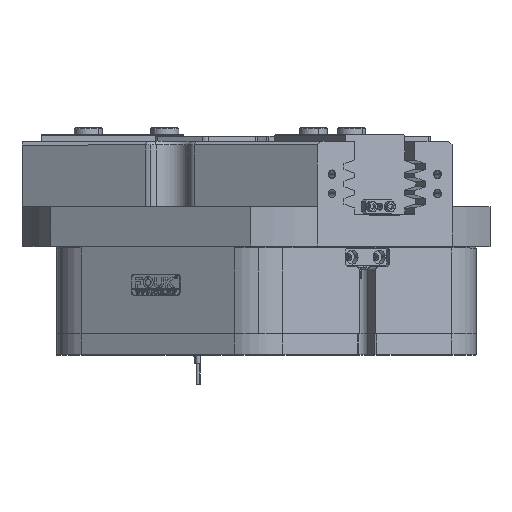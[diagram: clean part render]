
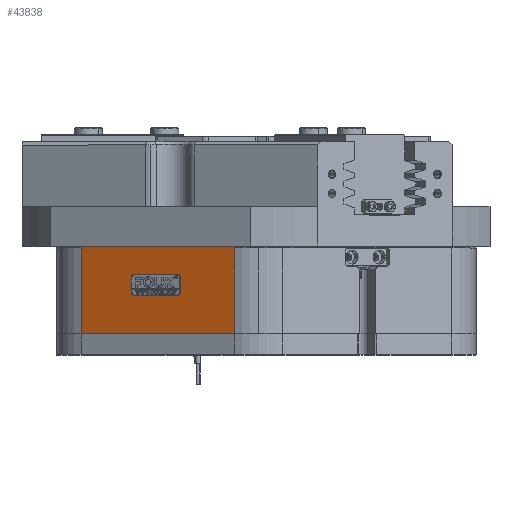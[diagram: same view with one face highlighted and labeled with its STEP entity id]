
A CAD part, top view. The second image highlights one B-rep face of the part: STEP entity #43838.
In plain terms, the highlighted planar face has unit normal (-0.5, 0, 0.866).
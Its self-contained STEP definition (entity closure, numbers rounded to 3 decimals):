
#6 = EDGE_CURVE ( 'NONE', #18569, #22473, #44642, .T. ) ;
#1519 = VERTEX_POINT ( 'NONE', #40226 ) ;
#1756 = EDGE_CURVE ( 'NONE', #4499, #41458, #15584, .T. ) ;
#2475 = CARTESIAN_POINT ( 'NONE',  ( -50.175, 32.1, 111.905 ) ) ;
#2874 = VECTOR ( 'NONE', #8476, 1000. ) ;
#2968 = EDGE_CURVE ( 'NONE', #21171, #24322, #3536, .T. ) ;
#3121 = ORIENTED_EDGE ( 'NONE', *, *, #10343, .T. ) ;
#3369 = AXIS2_PLACEMENT_3D ( 'NONE', #4469, #40315, #44288 ) ;
#3536 = LINE ( 'NONE', #41936, #19471 ) ;
#3686 = ORIENTED_EDGE ( 'NONE', *, *, #6, .T. ) ;
#4242 = LINE ( 'NONE', #41698, #26454 ) ;
#4469 = CARTESIAN_POINT ( 'NONE',  ( -50.175, 24.1, 111.905 ) ) ;
#4499 = VERTEX_POINT ( 'NONE', #37978 ) ;
#4875 = VERTEX_POINT ( 'NONE', #19573 ) ;
#5717 = CARTESIAN_POINT ( 'NONE',  ( -16.983, 50.3, 131.068 ) ) ;
#7048 = DIRECTION ( 'NONE',  ( 0.866, 0., 0.5 ) ) ;
#7264 = AXIS2_PLACEMENT_3D ( 'NONE', #32774, #29013, #36565 ) ;
#7381 =( BOUNDED_CURVE ( )  B_SPLINE_CURVE ( 3, ( #39687, #39384, #14194, #43350 ),
 .UNSPECIFIED., .F., .F. ) 
 B_SPLINE_CURVE_WITH_KNOTS ( ( 4, 4 ),
 ( 3.107, 3.142 ),
 .UNSPECIFIED. ) 
 CURVE ( )  GEOMETRIC_REPRESENTATION_ITEM ( )  RATIONAL_B_SPLINE_CURVE ( ( 1., 1., 1., 1. ) ) 
 REPRESENTATION_ITEM ( '' )  );
#7436 = CARTESIAN_POINT ( 'NONE',  ( -76.242, 24.1, 96.855 ) ) ;
#8476 = DIRECTION ( 'NONE',  ( 0., -1., 0. ) ) ;
#8798 = EDGE_CURVE ( 'NONE', #44830, #4499, #4242, .T. ) ;
#9630 = EDGE_LOOP ( 'NONE', ( #17689, #36273, #30051, #20784, #47003, #11735, #46000, #3686 ) ) ;
#9711 = ORIENTED_EDGE ( 'NONE', *, *, #2968, .F. ) ;
#9857 = CARTESIAN_POINT ( 'NONE',  ( -16.994, 49.967, 131.062 ) ) ;
#10343 = EDGE_CURVE ( 'NONE', #21171, #24869, #14385, .T. ) ;
#10595 = CARTESIAN_POINT ( 'NONE',  ( -50.175, 34.2, 111.905 ) ) ;
#11243 = LINE ( 'NONE', #32294, #11847 ) ;
#11735 = ORIENTED_EDGE ( 'NONE', *, *, #13960, .T. ) ;
#11847 = VECTOR ( 'NONE', #7048, 1000. ) ;
#12228 = VECTOR ( 'NONE', #38092, 1000. ) ;
#12702 = EDGE_CURVE ( 'NONE', #24869, #26018, #32685, .T. ) ;
#13491 = CARTESIAN_POINT ( 'NONE',  ( -105., 0., 80.252 ) ) ;
#13665 = EDGE_CURVE ( 'NONE', #4875, #44830, #33451, .T. ) ;
#13960 = EDGE_CURVE ( 'NONE', #26059, #44736, #15861, .T. ) ;
#14194 = CARTESIAN_POINT ( 'NONE',  ( -105., 49.633, 80.252 ) ) ;
#14385 = LINE ( 'NONE', #47039, #26330 ) ;
#14467 = EDGE_CURVE ( 'NONE', #24152, #26018, #11243, .T. ) ;
#15370 = VECTOR ( 'NONE', #20099, 1000. ) ;
#15584 = CIRCLE ( 'NONE', #18514, 2.1 ) ;
#15861 = CIRCLE ( 'NONE', #26218, 2.1 ) ;
#15989 = LINE ( 'NONE', #19465, #2874 ) ;
#16759 = DIRECTION ( 'NONE',  ( -0.866, 0., -0.5 ) ) ;
#16791 = LINE ( 'NONE', #23542, #12228 ) ;
#17012 = CARTESIAN_POINT ( 'NONE',  ( -17., 49.3, 131.059 ) ) ;
#17014 = CARTESIAN_POINT ( 'NONE',  ( -17., 0., 131.059 ) ) ;
#17689 = ORIENTED_EDGE ( 'NONE', *, *, #22251, .T. ) ;
#17703 = ORIENTED_EDGE ( 'NONE', *, *, #35121, .T. ) ;
#17746 = VECTOR ( 'NONE', #39606, 1000. ) ;
#17777 = DIRECTION ( 'NONE',  ( -0.866, 0., -0.5 ) ) ;
#18109 = FACE_OUTER_BOUND ( 'NONE', #45052, .T. ) ;
#18514 = AXIS2_PLACEMENT_3D ( 'NONE', #37816, #38137, #16759 ) ;
#18569 = VERTEX_POINT ( 'NONE', #39608 ) ;
#19465 = CARTESIAN_POINT ( 'NONE',  ( -105., 110.5, 80.252 ) ) ;
#19471 = VECTOR ( 'NONE', #45590, 1000. ) ;
#19573 = CARTESIAN_POINT ( 'NONE',  ( -48.356, 24.1, 112.955 ) ) ;
#20088 = LINE ( 'NONE', #10595, #17746 ) ;
#20099 = DIRECTION ( 'NONE',  ( 0., -1., 0. ) ) ;
#20756 = DIRECTION ( 'NONE',  ( 0.866, 0., 0.5 ) ) ;
#20784 = ORIENTED_EDGE ( 'NONE', *, *, #1756, .T. ) ;
#21171 = VERTEX_POINT ( 'NONE', #17014 ) ;
#21280 = CARTESIAN_POINT ( 'NONE',  ( -50.175, 22., 111.905 ) ) ;
#22251 = EDGE_CURVE ( 'NONE', #22473, #4875, #38588, .T. ) ;
#22473 = VERTEX_POINT ( 'NONE', #46668 ) ;
#23237 = CARTESIAN_POINT ( 'NONE',  ( -16.983, 50.3, 131.068 ) ) ;
#23542 = CARTESIAN_POINT ( 'NONE',  ( -76.242, 32.1, 96.855 ) ) ;
#23713 = CARTESIAN_POINT ( 'NONE',  ( -76.242, 32.1, 96.855 ) ) ;
#24152 = VERTEX_POINT ( 'NONE', #26379 ) ;
#24322 = VERTEX_POINT ( 'NONE', #13491 ) ;
#24366 = FACE_BOUND ( 'NONE', #9630, .T. ) ;
#24869 = VERTEX_POINT ( 'NONE', #36555 ) ;
#25849 = EDGE_CURVE ( 'NONE', #24152, #1519, #7381, .T. ) ;
#26018 = VERTEX_POINT ( 'NONE', #23237 ) ;
#26059 = VERTEX_POINT ( 'NONE', #23713 ) ;
#26094 = AXIS2_PLACEMENT_3D ( 'NONE', #2475, #38798, #20756 ) ;
#26218 = AXIS2_PLACEMENT_3D ( 'NONE', #32200, #39465, #17777 ) ;
#26330 = VECTOR ( 'NONE', #32948, 1000. ) ;
#26379 = CARTESIAN_POINT ( 'NONE',  ( -105.017, 50.3, 80.242 ) ) ;
#26454 = VECTOR ( 'NONE', #28281, 1000. ) ;
#27060 = ORIENTED_EDGE ( 'NONE', *, *, #12702, .T. ) ;
#27232 = CARTESIAN_POINT ( 'NONE',  ( -48.356, 32.1, 112.955 ) ) ;
#28281 = DIRECTION ( 'NONE',  ( -0.866, 0., -0.5 ) ) ;
#29013 = DIRECTION ( 'NONE',  ( -0.5, 0., 0.866 ) ) ;
#30051 = ORIENTED_EDGE ( 'NONE', *, *, #8798, .T. ) ;
#31686 = EDGE_CURVE ( 'NONE', #41458, #26059, #16791, .T. ) ;
#32200 = CARTESIAN_POINT ( 'NONE',  ( -74.423, 32.1, 97.905 ) ) ;
#32294 = CARTESIAN_POINT ( 'NONE',  ( -61., 50.3, 105.655 ) ) ;
#32685 =( BOUNDED_CURVE ( )  B_SPLINE_CURVE ( 3, ( #17012, #46010, #9857, #5717 ),
 .UNSPECIFIED., .F., .F. ) 
 B_SPLINE_CURVE_WITH_KNOTS ( ( 4, 4 ),
 ( 0., 0.034 ),
 .UNSPECIFIED. ) 
 CURVE ( )  GEOMETRIC_REPRESENTATION_ITEM ( )  RATIONAL_B_SPLINE_CURVE ( ( 1., 1., 1., 1. ) ) 
 REPRESENTATION_ITEM ( '' )  );
#32735 = ORIENTED_EDGE ( 'NONE', *, *, #25849, .T. ) ;
#32774 = CARTESIAN_POINT ( 'NONE',  ( 122., 110.5, 211.31 ) ) ;
#32948 = DIRECTION ( 'NONE',  ( 0., 1., 0. ) ) ;
#33418 = EDGE_CURVE ( 'NONE', #44736, #18569, #20088, .T. ) ;
#33451 = CIRCLE ( 'NONE', #3369, 2.1 ) ;
#35121 = EDGE_CURVE ( 'NONE', #1519, #24322, #15989, .T. ) ;
#36273 = ORIENTED_EDGE ( 'NONE', *, *, #13665, .T. ) ;
#36555 = CARTESIAN_POINT ( 'NONE',  ( -17., 49.3, 131.059 ) ) ;
#36565 = DIRECTION ( 'NONE',  ( 0.866, 0., 0.5 ) ) ;
#37816 = CARTESIAN_POINT ( 'NONE',  ( -74.423, 24.1, 97.905 ) ) ;
#37978 = CARTESIAN_POINT ( 'NONE',  ( -74.423, 22., 97.905 ) ) ;
#38092 = DIRECTION ( 'NONE',  ( 0., 1., 0. ) ) ;
#38137 = DIRECTION ( 'NONE',  ( 0.5, 0., -0.866 ) ) ;
#38588 = LINE ( 'NONE', #27232, #15370 ) ;
#38661 = ORIENTED_EDGE ( 'NONE', *, *, #14467, .F. ) ;
#38798 = DIRECTION ( 'NONE',  ( 0.5, 0., -0.866 ) ) ;
#39384 = CARTESIAN_POINT ( 'NONE',  ( -105.006, 49.967, 80.248 ) ) ;
#39465 = DIRECTION ( 'NONE',  ( 0.5, 0., -0.866 ) ) ;
#39606 = DIRECTION ( 'NONE',  ( 0.866, 0., 0.5 ) ) ;
#39608 = CARTESIAN_POINT ( 'NONE',  ( -50.175, 34.2, 111.905 ) ) ;
#39687 = CARTESIAN_POINT ( 'NONE',  ( -105.017, 50.3, 80.242 ) ) ;
#40226 = CARTESIAN_POINT ( 'NONE',  ( -105., 49.3, 80.252 ) ) ;
#40315 = DIRECTION ( 'NONE',  ( 0.5, 0., -0.866 ) ) ;
#41458 = VERTEX_POINT ( 'NONE', #7436 ) ;
#41698 = CARTESIAN_POINT ( 'NONE',  ( -50.175, 22., 111.905 ) ) ;
#41936 = CARTESIAN_POINT ( 'NONE',  ( 122., 0., 211.31 ) ) ;
#43350 = CARTESIAN_POINT ( 'NONE',  ( -105., 49.3, 80.252 ) ) ;
#43838 = ADVANCED_FACE ( 'NONE', ( #18109, #24366 ), #47024, .T. ) ;
#44288 = DIRECTION ( 'NONE',  ( -0.866, 0., -0.5 ) ) ;
#44642 = CIRCLE ( 'NONE', #26094, 2.1 ) ;
#44736 = VERTEX_POINT ( 'NONE', #46319 ) ;
#44830 = VERTEX_POINT ( 'NONE', #21280 ) ;
#45052 = EDGE_LOOP ( 'NONE', ( #38661, #32735, #17703, #9711, #3121, #27060 ) ) ;
#45590 = DIRECTION ( 'NONE',  ( -0.866, 0., -0.5 ) ) ;
#46000 = ORIENTED_EDGE ( 'NONE', *, *, #33418, .T. ) ;
#46010 = CARTESIAN_POINT ( 'NONE',  ( -17., 49.633, 131.059 ) ) ;
#46319 = CARTESIAN_POINT ( 'NONE',  ( -74.423, 34.2, 97.905 ) ) ;
#46668 = CARTESIAN_POINT ( 'NONE',  ( -48.356, 32.1, 112.955 ) ) ;
#47003 = ORIENTED_EDGE ( 'NONE', *, *, #31686, .T. ) ;
#47024 = PLANE ( 'NONE',  #7264 ) ;
#47039 = CARTESIAN_POINT ( 'NONE',  ( -17., 110.5, 131.059 ) ) ;
